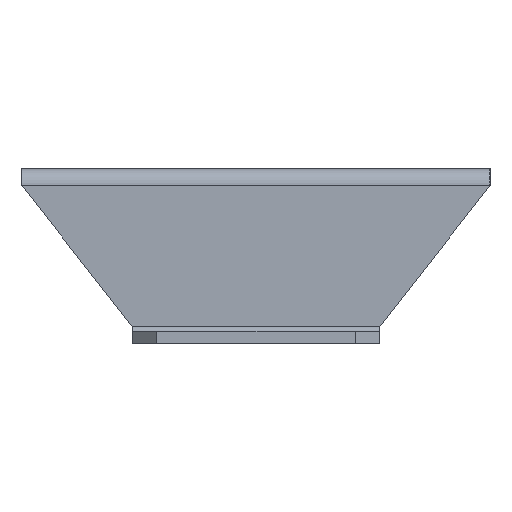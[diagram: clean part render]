
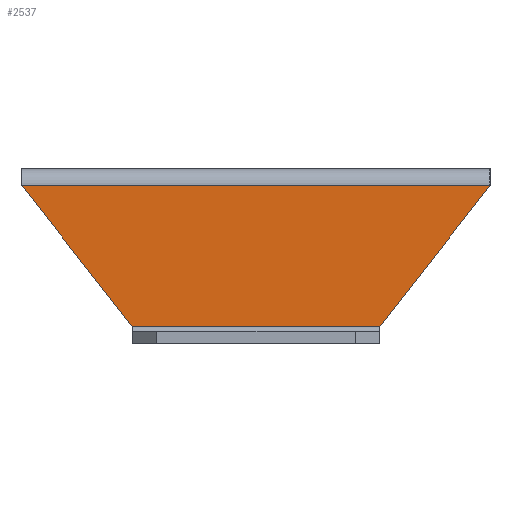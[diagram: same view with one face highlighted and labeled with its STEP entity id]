
A CAD part, left-side view. The second image highlights one B-rep face of the part: STEP entity #2537.
In plain terms, the highlighted planar face has unit normal (-1, 0, 0).
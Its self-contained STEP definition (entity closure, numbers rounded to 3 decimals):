
#2509 = VERTEX_POINT('',#2510);
#2510 = CARTESIAN_POINT('',(-10.6,-2.544,0.369));
#2519 = VERTEX_POINT('',#2520);
#2520 = CARTESIAN_POINT('',(-10.6,2.506,0.369));
#2527 = EDGE_CURVE('',#2509,#2519,#2528,.T.);
#2528 = LINE('',#2529,#2530);
#2529 = CARTESIAN_POINT('',(-10.6,-4.784,0.369));
#2530 = VECTOR('',#2531,1.);
#2531 = DIRECTION('',(0.,1.,0.));
#2537 = ADVANCED_FACE('',(#2538),#2563,.T.);
#2538 = FACE_BOUND('',#2539,.T.);
#2539 = EDGE_LOOP('',(#2540,#2550,#2556,#2557));
#2540 = ORIENTED_EDGE('',*,*,#2541,.T.);
#2541 = EDGE_CURVE('',#2542,#2544,#2546,.T.);
#2542 = VERTEX_POINT('',#2543);
#2543 = CARTESIAN_POINT('',(-10.6,-4.784,3.229));
#2544 = VERTEX_POINT('',#2545);
#2545 = CARTESIAN_POINT('',(-10.6,4.746,3.229));
#2546 = LINE('',#2547,#2548);
#2547 = CARTESIAN_POINT('',(-10.6,-4.784,3.229));
#2548 = VECTOR('',#2549,1.);
#2549 = DIRECTION('',(0.,1.,0.));
#2550 = ORIENTED_EDGE('',*,*,#2551,.T.);
#2551 = EDGE_CURVE('',#2544,#2519,#2552,.T.);
#2552 = LINE('',#2553,#2554);
#2553 = CARTESIAN_POINT('',(-10.6,1.293,-1.181));
#2554 = VECTOR('',#2555,1.);
#2555 = DIRECTION('',(0.,-0.617,-0.787));
#2556 = ORIENTED_EDGE('',*,*,#2527,.F.);
#2557 = ORIENTED_EDGE('',*,*,#2558,.T.);
#2558 = EDGE_CURVE('',#2509,#2542,#2559,.T.);
#2559 = LINE('',#2560,#2561);
#2560 = CARTESIAN_POINT('',(-10.6,-4.954,3.446));
#2561 = VECTOR('',#2562,1.);
#2562 = DIRECTION('',(0.,-0.617,0.787));
#2563 = PLANE('',#2564);
#2564 = AXIS2_PLACEMENT_3D('',#2565,#2566,#2567);
#2565 = CARTESIAN_POINT('',(-10.6,-4.784,3.579));
#2566 = DIRECTION('',(-1.,0.,0.));
#2567 = DIRECTION('',(0.,1.,0.));
